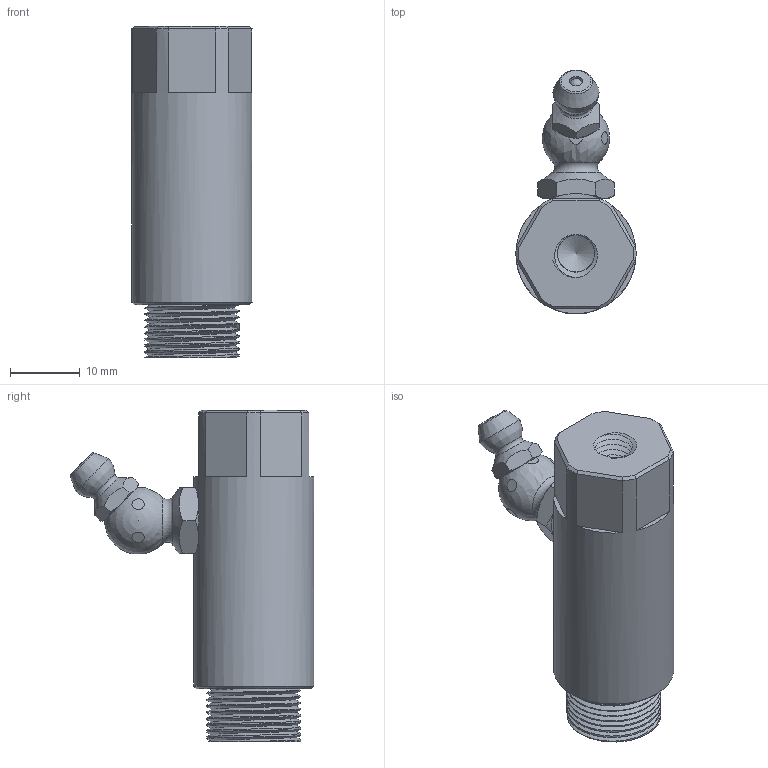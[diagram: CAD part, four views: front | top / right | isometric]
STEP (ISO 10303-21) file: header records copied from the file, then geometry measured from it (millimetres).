
FILE_DESCRIPTION(/* description */ (''),/* implementation_level */ '2;1');
FILE_NAME(/* name */ 'MH134-4B.stp',/* time_stamp */ '2019-10-04T09:48:13-04:00',/* author */ ('lcup'),/* organization */ (''),/* preprocessor_version */ 'ST-DEVELOPER v18',/* originating_system */ 'Autodesk Inventor 2020',/* authorisation */ '');
FILE_SCHEMA (('AUTOMOTIVE_DESIGN { 1 0 10303 214 3 1 1 }'));
Length unit declared in the file: inch
Products named in the file (3): MH134-4B; MHP10216; MHP10215
Assembly tree (2 placements, depth 2):
  MH134-4B
    MHP10216
    MHP10215
Bounding box: 17.27 x 35.02 x 47.62 mm (x, y, z)
Volume: 10171.7 mm3; surface area: 5096.1 mm2
Topology: 4 solids, 4 shells, 112 faces, 289 edges, 185 vertices
Faces by surface type: plane 48, cone 31, cylinder 20, bspline 8, torus 3, sphere 2
Full cylindrical faces by diameter (mm): 1.863 x3, 5.359 x2, 6.35 x1, 13.538 x9, 17.272 x1
Entity records: 11154 total; most frequent: CARTESIAN_POINT 8453, ORIENTED_EDGE 566, DIRECTION 495, EDGE_CURVE 283, AXIS2_PLACEMENT_3D 207, VERTEX_POINT 185, EDGE_LOOP 124, FACE_OUTER_BOUND 112
